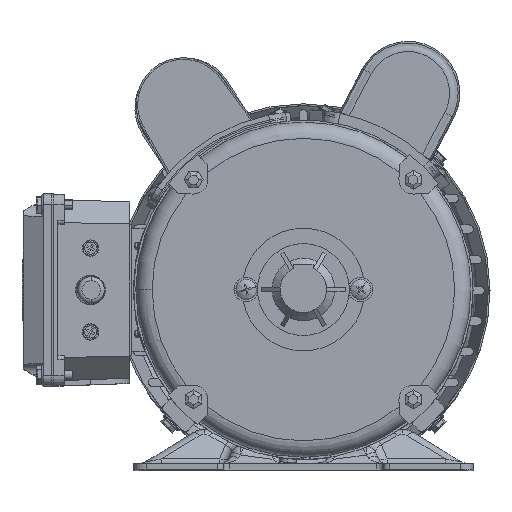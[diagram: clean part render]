
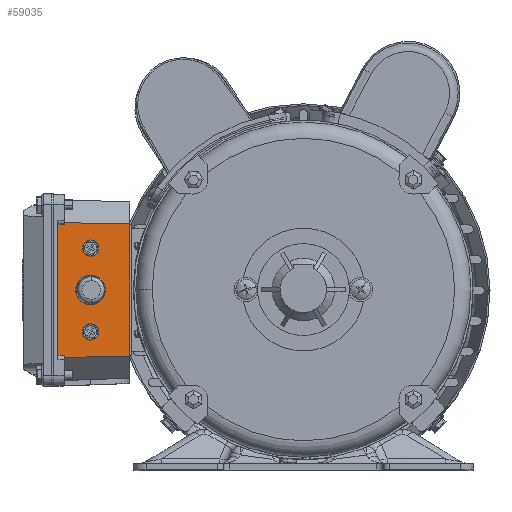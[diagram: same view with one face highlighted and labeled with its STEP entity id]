
A CAD part, top view. The second image highlights one B-rep face of the part: STEP entity #59035.
In plain terms, the highlighted face is planar.
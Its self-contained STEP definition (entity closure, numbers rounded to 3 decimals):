
#1345 = EDGE_LOOP ( 'NONE', ( #55551, #33623 ) ) ;
#1824 = CARTESIAN_POINT ( 'NONE',  ( 44.256, -7., 32.471 ) ) ;
#2235 = CIRCLE ( 'NONE', #41277, 7.25 ) ;
#2603 = ORIENTED_EDGE ( 'NONE', *, *, #58889, .F. ) ;
#4290 = CARTESIAN_POINT ( 'NONE',  ( 43.688, -23.247, -20.5 ) ) ;
#4778 = CARTESIAN_POINT ( 'NONE',  ( 44.5, 0., -33.036 ) ) ;
#5514 = FACE_BOUND ( 'NONE', #9422, .T. ) ;
#9112 = CARTESIAN_POINT ( 'NONE',  ( 44.221, -8., 32.539 ) ) ;
#9422 = EDGE_LOOP ( 'NONE', ( #67618, #36685 ) ) ;
#11959 = CARTESIAN_POINT ( 'NONE',  ( 44.325, -5., -33.036 ) ) ;
#13758 = CARTESIAN_POINT ( 'NONE',  ( 44.5, 0., -33.036 ) ) ;
#16838 = DIRECTION ( 'NONE',  ( 0.999, -0.035, 0. ) ) ;
#19074 = VERTEX_POINT ( 'NONE', #22463 ) ;
#20196 = DIRECTION ( 'NONE',  ( 0., 0., -1. ) ) ;
#20265 = AXIS2_PLACEMENT_3D ( 'NONE', #35013, #98291, #44207 ) ;
#21528 = CIRCLE ( 'NONE', #49688, 2.35 ) ;
#21839 = EDGE_CURVE ( 'NONE', #47779, #108302, #109592, .T. ) ;
#22463 = CARTESIAN_POINT ( 'NONE',  ( 44.325, -5., -32.348 ) ) ;
#22648 = DIRECTION ( 'NONE',  ( 0.035, 0.999, -0.014 ) ) ;
#23783 = EDGE_CURVE ( 'NONE', #86386, #73752, #21528, .T. ) ;
#23975 = FACE_OUTER_BOUND ( 'NONE', #62921, .T. ) ;
#24306 = EDGE_CURVE ( 'NONE', #108302, #47779, #35660, .T. ) ;
#25839 = DIRECTION ( 'NONE',  ( 0.999, -0.035, 0. ) ) ;
#26550 = VERTEX_POINT ( 'NONE', #99759 ) ;
#26935 = LINE ( 'NONE', #11959, #75010 ) ;
#27736 = CARTESIAN_POINT ( 'NONE',  ( 44.221, -8., -33.036 ) ) ;
#28798 = CARTESIAN_POINT ( 'NONE',  ( 44.29, -6., 32.408 ) ) ;
#28928 = CARTESIAN_POINT ( 'NONE',  ( 43.688, -23.247, 20.5 ) ) ;
#29690 = DIRECTION ( 'NONE',  ( 0.999, -0.035, 0. ) ) ;
#32039 = DIRECTION ( 'NONE',  ( 0.999, -0.035, 0. ) ) ;
#33623 = ORIENTED_EDGE ( 'NONE', *, *, #45269, .F. ) ;
#35013 = CARTESIAN_POINT ( 'NONE',  ( 43.77, -20.899, 0. ) ) ;
#35299 = CIRCLE ( 'NONE', #105670, 2.35 ) ;
#35354 = VECTOR ( 'NONE', #20196, 1000. ) ;
#35660 = CIRCLE ( 'NONE', #83725, 2.35 ) ;
#36685 = ORIENTED_EDGE ( 'NONE', *, *, #21839, .F. ) ;
#37065 = VERTEX_POINT ( 'NONE', #66077 ) ;
#38070 = DIRECTION ( 'NONE',  ( 0.999, -0.035, 0. ) ) ;
#39620 = EDGE_CURVE ( 'NONE', #85424, #58642, #70171, .T. ) ;
#41277 = AXIS2_PLACEMENT_3D ( 'NONE', #83840, #29690, #92931 ) ;
#42151 = VERTEX_POINT ( 'NONE', #106486 ) ;
#43537 = CARTESIAN_POINT ( 'NONE',  ( 44.325, -5., 32.348 ) ) ;
#44207 = DIRECTION ( 'NONE',  ( 0.035, 0.999, 0. ) ) ;
#44818 = LINE ( 'NONE', #46036, #116969 ) ;
#45269 = EDGE_CURVE ( 'NONE', #26550, #70753, #2235, .T. ) ;
#46036 = CARTESIAN_POINT ( 'NONE',  ( 44.492, -0.234, 33.032 ) ) ;
#46998 = EDGE_CURVE ( 'NONE', #96393, #19074, #55560, .T. ) ;
#47779 = VERTEX_POINT ( 'NONE', #28928 ) ;
#48065 = FACE_BOUND ( 'NONE', #1345, .T. ) ;
#49128 = ORIENTED_EDGE ( 'NONE', *, *, #114806, .T. ) ;
#49688 = AXIS2_PLACEMENT_3D ( 'NONE', #71106, #16838, #80123 ) ;
#49965 = CARTESIAN_POINT ( 'NONE',  ( 44.221, -8., -33.036 ) ) ;
#50070 = DIRECTION ( 'NONE',  ( 0.999, -0.035, 0. ) ) ;
#50577 = ORIENTED_EDGE ( 'NONE', *, *, #98833, .T. ) ;
#51545 = EDGE_CURVE ( 'NONE', #37065, #42151, #55679, .T. ) ;
#55551 = ORIENTED_EDGE ( 'NONE', *, *, #103989, .F. ) ;
#55560 = B_SPLINE_CURVE_WITH_KNOTS ( 'NONE', 3,
 ( #112985, #95216, #113416, #59148 ),
 .UNSPECIFIED., .F., .F.,
 ( 4, 4 ),
 ( 0., 0.003 ),
 .UNSPECIFIED. ) ;
#55679 = LINE ( 'NONE', #66188, #106657 ) ;
#55833 = EDGE_CURVE ( 'NONE', #73752, #86386, #35299, .T. ) ;
#56414 = VERTEX_POINT ( 'NONE', #43537 ) ;
#57159 = DIRECTION ( 'NONE',  ( 0., 0., 1. ) ) ;
#58642 = VERTEX_POINT ( 'NONE', #97839 ) ;
#58889 = EDGE_CURVE ( 'NONE', #96393, #115149, #80577, .T. ) ;
#58915 = PLANE ( 'NONE',  #99086 ) ;
#59035 = ADVANCED_FACE ( 'NONE', ( #5514, #96173, #48065, #23975 ), #58915, .T. ) ;
#59148 = CARTESIAN_POINT ( 'NONE',  ( 44.325, -5., -32.348 ) ) ;
#59466 = ORIENTED_EDGE ( 'NONE', *, *, #74636, .T. ) ;
#62921 = EDGE_LOOP ( 'NONE', ( #2603, #69232, #59466, #49128, #64820, #78065, #71418, #50577 ) ) ;
#64820 = ORIENTED_EDGE ( 'NONE', *, *, #39620, .T. ) ;
#65123 = CARTESIAN_POINT ( 'NONE',  ( 44.221, -8., 32.539 ) ) ;
#65199 = VECTOR ( 'NONE', #22648, 1000. ) ;
#66077 = CARTESIAN_POINT ( 'NONE',  ( 43.103, -40., 32.457 ) ) ;
#66188 = CARTESIAN_POINT ( 'NONE',  ( 43.103, -40., -77.536 ) ) ;
#66493 = ORIENTED_EDGE ( 'NONE', *, *, #55833, .F. ) ;
#66901 = CARTESIAN_POINT ( 'NONE',  ( 43.852, -18.55, -20.5 ) ) ;
#67618 = ORIENTED_EDGE ( 'NONE', *, *, #24306, .F. ) ;
#68502 = EDGE_LOOP ( 'NONE', ( #66493, #105350 ) ) ;
#68507 = CARTESIAN_POINT ( 'NONE',  ( 43.852, -18.55, 20.5 ) ) ;
#69232 = ORIENTED_EDGE ( 'NONE', *, *, #46998, .T. ) ;
#70171 = LINE ( 'NONE', #49965, #115499 ) ;
#70753 = VERTEX_POINT ( 'NONE', #83818 ) ;
#71106 = CARTESIAN_POINT ( 'NONE',  ( 43.77, -20.899, -20.5 ) ) ;
#71418 = ORIENTED_EDGE ( 'NONE', *, *, #51545, .T. ) ;
#73752 = VERTEX_POINT ( 'NONE', #66901 ) ;
#74636 = EDGE_CURVE ( 'NONE', #19074, #56414, #26935, .T. ) ;
#75010 = VECTOR ( 'NONE', #57159, 1000. ) ;
#78065 = ORIENTED_EDGE ( 'NONE', *, *, #93812, .F. ) ;
#79683 = CARTESIAN_POINT ( 'NONE',  ( 44.221, -8., -32.539 ) ) ;
#79944 = CARTESIAN_POINT ( 'NONE',  ( 43.77, -20.899, -20.5 ) ) ;
#80123 = DIRECTION ( 'NONE',  ( 0.035, 0.999, 0. ) ) ;
#80577 = LINE ( 'NONE', #27736, #35354 ) ;
#81601 = CARTESIAN_POINT ( 'NONE',  ( 44.221, -8., -32.92 ) ) ;
#82905 = CARTESIAN_POINT ( 'NONE',  ( 44.325, -5., 32.348 ) ) ;
#83725 = AXIS2_PLACEMENT_3D ( 'NONE', #104207, #50070, #113350 ) ;
#83818 = CARTESIAN_POINT ( 'NONE',  ( 44.023, -13.653, 0. ) ) ;
#83840 = CARTESIAN_POINT ( 'NONE',  ( 43.77, -20.899, 0. ) ) ;
#84952 = B_SPLINE_CURVE_WITH_KNOTS ( 'NONE', 3,
 ( #82905, #28798, #1824, #65123 ),
 .UNSPECIFIED., .F., .F.,
 ( 4, 4 ),
 ( 0., 0.003 ),
 .UNSPECIFIED. ) ;
#85424 = VERTEX_POINT ( 'NONE', #9112 ) ;
#86386 = VERTEX_POINT ( 'NONE', #4290 ) ;
#89088 = DIRECTION ( 'NONE',  ( 0.035, 0.999, 0. ) ) ;
#92148 = LINE ( 'NONE', #4778, #65199 ) ;
#92271 = CARTESIAN_POINT ( 'NONE',  ( 43.77, -20.899, 20.5 ) ) ;
#92931 = DIRECTION ( 'NONE',  ( 0.035, 0.999, 0. ) ) ;
#93812 = EDGE_CURVE ( 'NONE', #37065, #58642, #44818, .T. ) ;
#93930 = DIRECTION ( 'NONE',  ( 0., 0., -1. ) ) ;
#95026 = DIRECTION ( 'NONE',  ( 0., 0., 1. ) ) ;
#95216 = CARTESIAN_POINT ( 'NONE',  ( 44.256, -7., -32.471 ) ) ;
#95352 = DIRECTION ( 'NONE',  ( 0.035, 0.999, 0. ) ) ;
#95709 = AXIS2_PLACEMENT_3D ( 'NONE', #92271, #38070, #101317 ) ;
#96173 = FACE_BOUND ( 'NONE', #68502, .T. ) ;
#96393 = VERTEX_POINT ( 'NONE', #79683 ) ;
#97839 = CARTESIAN_POINT ( 'NONE',  ( 44.221, -8., 32.92 ) ) ;
#98291 = DIRECTION ( 'NONE',  ( 0.999, -0.035, 0. ) ) ;
#98833 = EDGE_CURVE ( 'NONE', #42151, #115149, #92148, .T. ) ;
#99086 = AXIS2_PLACEMENT_3D ( 'NONE', #13758, #32039, #95352 ) ;
#99721 = CIRCLE ( 'NONE', #20265, 7.25 ) ;
#99759 = CARTESIAN_POINT ( 'NONE',  ( 43.517, -28.144, 0. ) ) ;
#101317 = DIRECTION ( 'NONE',  ( 0.035, 0.999, 0. ) ) ;
#103989 = EDGE_CURVE ( 'NONE', #70753, #26550, #99721, .T. ) ;
#104207 = CARTESIAN_POINT ( 'NONE',  ( 43.77, -20.899, 20.5 ) ) ;
#105350 = ORIENTED_EDGE ( 'NONE', *, *, #23783, .F. ) ;
#105670 = AXIS2_PLACEMENT_3D ( 'NONE', #79944, #25839, #89088 ) ;
#106486 = CARTESIAN_POINT ( 'NONE',  ( 43.103, -40., -32.457 ) ) ;
#106657 = VECTOR ( 'NONE', #93930, 1000. ) ;
#108302 = VERTEX_POINT ( 'NONE', #68507 ) ;
#109288 = DIRECTION ( 'NONE',  ( 0.035, 0.999, 0.014 ) ) ;
#109592 = CIRCLE ( 'NONE', #95709, 2.35 ) ;
#112985 = CARTESIAN_POINT ( 'NONE',  ( 44.221, -8., -32.539 ) ) ;
#113350 = DIRECTION ( 'NONE',  ( 0.035, 0.999, 0. ) ) ;
#113416 = CARTESIAN_POINT ( 'NONE',  ( 44.29, -6., -32.408 ) ) ;
#114806 = EDGE_CURVE ( 'NONE', #56414, #85424, #84952, .T. ) ;
#115149 = VERTEX_POINT ( 'NONE', #81601 ) ;
#115499 = VECTOR ( 'NONE', #95026, 1000. ) ;
#116969 = VECTOR ( 'NONE', #109288, 1000. ) ;
